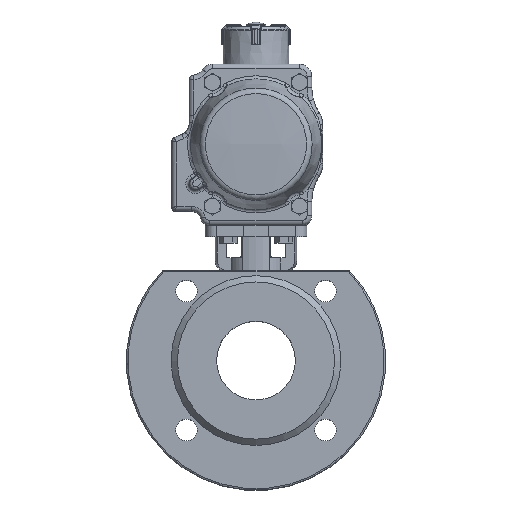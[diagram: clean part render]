
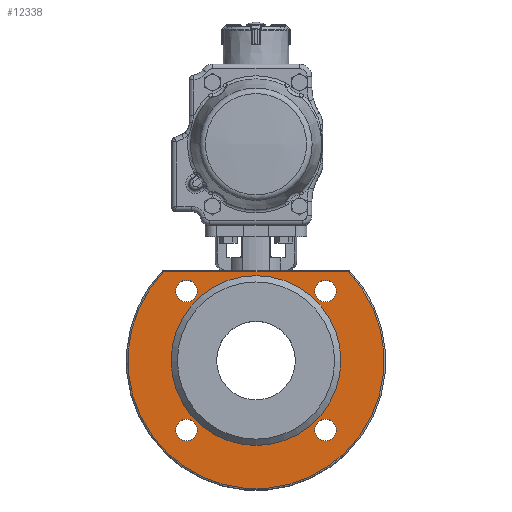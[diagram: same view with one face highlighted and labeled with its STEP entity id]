
A CAD part, top view. The second image highlights one B-rep face of the part: STEP entity #12338.
In plain terms, the highlighted planar face has unit normal (0, 0, 1).
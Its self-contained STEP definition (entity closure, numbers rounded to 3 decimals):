
#942=CIRCLE('',#13143,54.);
#944=CIRCLE('',#13147,6.918);
#945=CIRCLE('',#13148,6.918);
#946=CIRCLE('',#13149,6.918);
#947=CIRCLE('',#13150,6.918);
#948=CIRCLE('',#13151,81.5);
#1699=ORIENTED_EDGE('',*,*,#5101,.F.);
#1700=ORIENTED_EDGE('',*,*,#5102,.F.);
#1701=ORIENTED_EDGE('',*,*,#5103,.F.);
#1702=ORIENTED_EDGE('',*,*,#5104,.F.);
#1703=ORIENTED_EDGE('',*,*,#5085,.F.);
#1704=ORIENTED_EDGE('',*,*,#5105,.T.);
#1705=ORIENTED_EDGE('',*,*,#5098,.T.);
#5085=EDGE_CURVE('',#6786,#6787,#7912,.T.);
#5098=EDGE_CURVE('',#6798,#6798,#942,.T.);
#5101=EDGE_CURVE('',#6800,#6800,#944,.T.);
#5102=EDGE_CURVE('',#6801,#6801,#945,.T.);
#5103=EDGE_CURVE('',#6802,#6802,#946,.T.);
#5104=EDGE_CURVE('',#6803,#6803,#947,.T.);
#5105=EDGE_CURVE('',#6786,#6787,#948,.T.);
#6786=VERTEX_POINT('',#18256);
#6787=VERTEX_POINT('',#18258);
#6798=VERTEX_POINT('',#18389);
#6800=VERTEX_POINT('',#18465);
#6801=VERTEX_POINT('',#18467);
#6802=VERTEX_POINT('',#18469);
#6803=VERTEX_POINT('',#18471);
#7912=LINE('',#18257,#8624);
#8624=VECTOR('',#14569,1000.);
#9340=EDGE_LOOP('',(#1699));
#9341=EDGE_LOOP('',(#1700));
#9342=EDGE_LOOP('',(#1701));
#9343=EDGE_LOOP('',(#1702));
#9344=EDGE_LOOP('',(#1703,#1704));
#9345=EDGE_LOOP('',(#1705));
#10294=FACE_BOUND('',#9340,.T.);
#10295=FACE_BOUND('',#9341,.T.);
#10296=FACE_BOUND('',#9342,.T.);
#10297=FACE_BOUND('',#9343,.T.);
#10298=FACE_BOUND('',#9344,.T.);
#10299=FACE_BOUND('',#9345,.T.);
#11265=PLANE('',#13146);
#12338=ADVANCED_FACE('',(#10294,#10295,#10296,#10297,#10298,#10299),#11265,
 .T.);
#13143=AXIS2_PLACEMENT_3D('',#18388,#14589,#14590);
#13146=AXIS2_PLACEMENT_3D('',#18463,#14595,#14596);
#13147=AXIS2_PLACEMENT_3D('',#18464,#14597,#14598);
#13148=AXIS2_PLACEMENT_3D('',#18466,#14599,#14600);
#13149=AXIS2_PLACEMENT_3D('',#18468,#14601,#14602);
#13150=AXIS2_PLACEMENT_3D('',#18470,#14603,#14604);
#13151=AXIS2_PLACEMENT_3D('',#18472,#14605,#14606);
#14569=DIRECTION('',(1.,0.,0.));
#14589=DIRECTION('',(0.,0.,-1.));
#14590=DIRECTION('',(0.,-1.,0.));
#14595=DIRECTION('',(0.,0.,1.));
#14596=DIRECTION('',(1.,0.,0.));
#14597=DIRECTION('',(0.,0.,1.));
#14598=DIRECTION('',(1.,0.,0.));
#14599=DIRECTION('',(0.,0.,1.));
#14600=DIRECTION('',(1.,0.,0.));
#14601=DIRECTION('',(0.,0.,1.));
#14602=DIRECTION('',(1.,0.,0.));
#14603=DIRECTION('',(0.,0.,1.));
#14604=DIRECTION('',(1.,0.,0.));
#14605=DIRECTION('',(0.,0.,1.));
#14606=DIRECTION('',(1.,0.,0.));
#18256=CARTESIAN_POINT('',(-58.737,56.5,17.));
#18257=CARTESIAN_POINT('',(0.,56.5,17.));
#18258=CARTESIAN_POINT('',(58.737,56.5,17.));
#18388=CARTESIAN_POINT('',(0.,0.,17.));
#18389=CARTESIAN_POINT('',(0.,-54.,17.));
#18463=CARTESIAN_POINT('',(0.,0.,17.));
#18464=CARTESIAN_POINT('',(-44.194,-44.194,17.));
#18465=CARTESIAN_POINT('',(-37.277,-44.194,17.));
#18466=CARTESIAN_POINT('',(44.194,-44.194,17.));
#18467=CARTESIAN_POINT('',(51.112,-44.194,17.));
#18468=CARTESIAN_POINT('',(44.194,44.194,17.));
#18469=CARTESIAN_POINT('',(51.112,44.194,17.));
#18470=CARTESIAN_POINT('',(-44.194,44.194,17.));
#18471=CARTESIAN_POINT('',(-37.277,44.194,17.));
#18472=CARTESIAN_POINT('',(0.,0.,17.));
